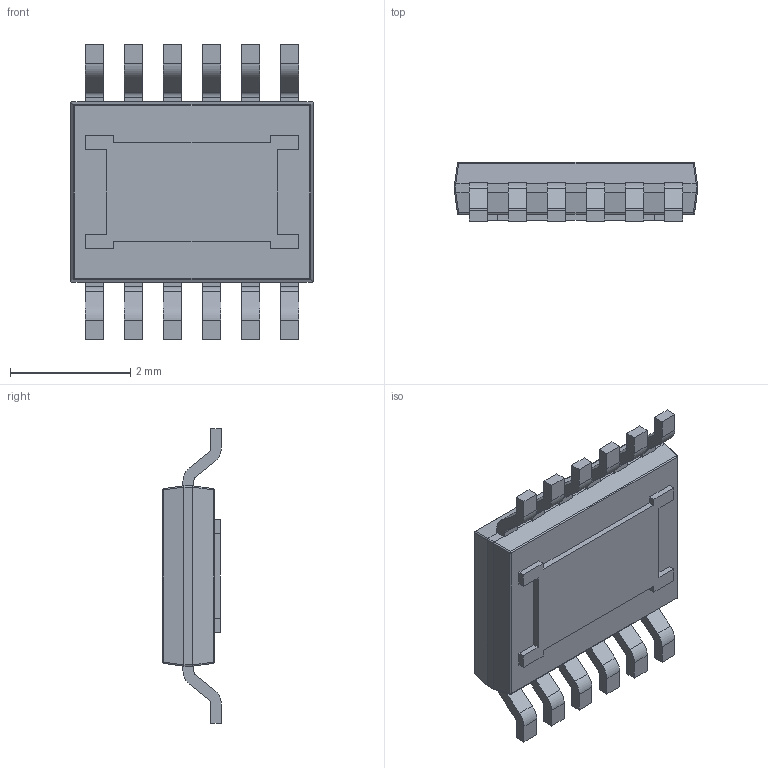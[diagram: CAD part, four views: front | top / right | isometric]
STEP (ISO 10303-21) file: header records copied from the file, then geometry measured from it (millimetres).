
FILE_DESCRIPTION (( 'STEP AP214' ), '1' );
FILE_NAME ('20C7795F-C0A6-4B56-A7EF-ECD572C06DFA.STEP', '2023-08-02T20:09:17', ( '' ), ( '' ), 'SwSTEP 2.0', 'SolidWorks 2022', '' );
FILE_SCHEMA (( 'AUTOMOTIVE_DESIGN' ));
Length unit declared in the file: millimetre
Products named in the file (1): 20C7795F-C0A6-4B56-A7EF-ECD572C06DFA
Bounding box: 4.04 x 0.98 x 4.9 mm (x, y, z)
Volume: 11.4 mm3; surface area: 49.4 mm2
Topology: 1 solids, 1 shells, 349 faces, 983 edges, 642 vertices
Faces by surface type: plane 224, cylinder 70, bspline 47, sphere 8
Entity records: 17580 total; most frequent: CARTESIAN_POINT 4966, ORIENTED_EDGE 1950, DIRECTION 1603, EDGE_CURVE 975, LINE 749, VECTOR 749, VERTEX_POINT 642, AXIS2_PLACEMENT_3D 427
